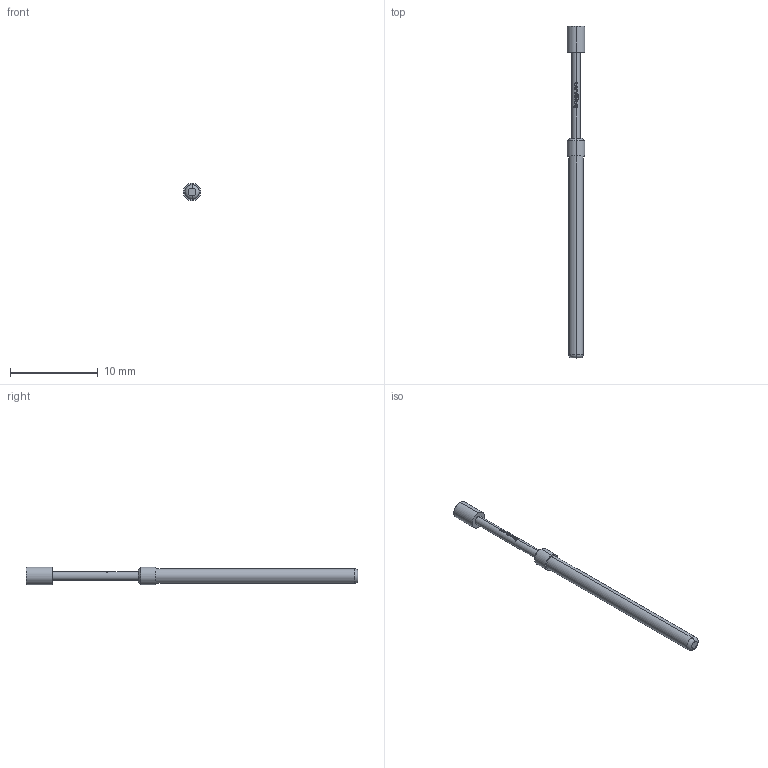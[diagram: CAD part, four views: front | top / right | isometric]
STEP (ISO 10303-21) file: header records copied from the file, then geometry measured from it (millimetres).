
FILE_DESCRIPTION (( 'STEP AP203' ), '1' );
FILE_NAME ('INGUN_GKS-412_303_200_A_xx02.STEP', '2022-02-01T12:20:22', ( 'ochi' ), ( '' ), 'SwSTEP 2.0', 'SolidWorks 2018', '' );
FILE_SCHEMA (( 'CONFIG_CONTROL_DESIGN' ));
Length unit declared in the file: millimetre
Products named in the file (1): INGUN_GKS-412_303_200_A_xx02
Bounding box: 2 x 37.8 x 2 mm (x, y, z)
Volume: 71.4 mm3; surface area: 191.3 mm2
Topology: 1 solids, 1 shells, 93 faces, 255 edges, 167 vertices
Faces by surface type: plane 45, bspline 22, cylinder 18, cone 6, torus 2
Entity records: 3290 total; most frequent: CARTESIAN_POINT 1014, ORIENTED_EDGE 506, DIRECTION 395, EDGE_CURVE 253, VERTEX_POINT 167, AXIS2_PLACEMENT_3D 156, EDGE_LOOP 98, FACE_OUTER_BOUND 93
